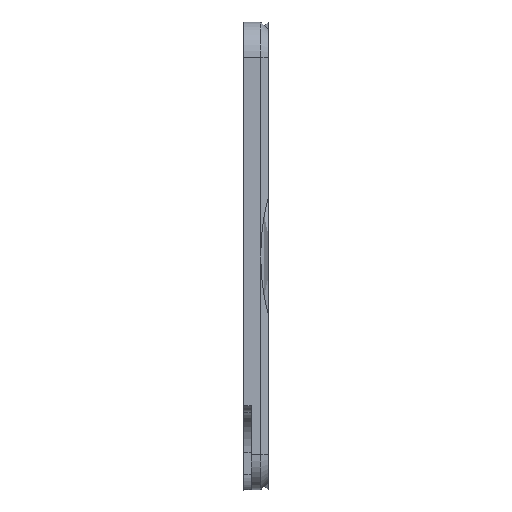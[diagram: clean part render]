
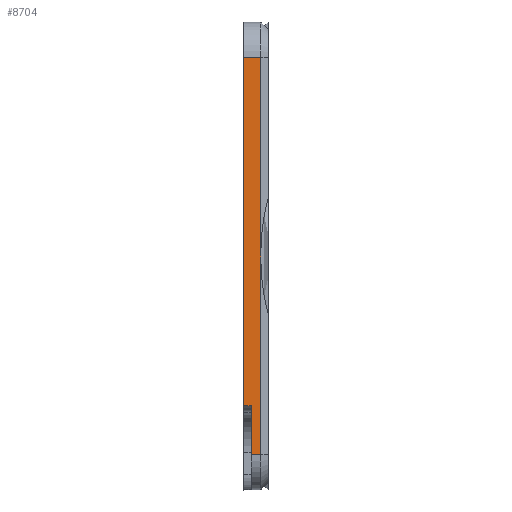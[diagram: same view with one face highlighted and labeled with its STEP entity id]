
A CAD part, front view. The second image highlights one B-rep face of the part: STEP entity #8704.
In plain terms, the highlighted planar face has unit normal (0, -1, 0).
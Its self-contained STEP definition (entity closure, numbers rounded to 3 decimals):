
#248=PLANE('',#9547);
#413=LINE('',#13322,#1127);
#663=LINE('',#14306,#1377);
#669=LINE('',#14322,#1383);
#675=LINE('',#14337,#1389);
#676=LINE('',#14339,#1390);
#677=LINE('',#14341,#1391);
#678=LINE('',#14342,#1392);
#1127=VECTOR('',#10329,10.);
#1377=VECTOR('',#11407,10.);
#1383=VECTOR('',#11425,10.);
#1389=VECTOR('',#11439,10.);
#1390=VECTOR('',#11440,10.);
#1391=VECTOR('',#11441,10.);
#1392=VECTOR('',#11442,10.);
#2163=FACE_OUTER_BOUND('',#2725,.T.);
#2725=EDGE_LOOP('',(#6781,#6782,#6783,#6784,#6785,#6786,#6787));
#3720=VERTEX_POINT('',#13319);
#3721=VERTEX_POINT('',#13321);
#4041=VERTEX_POINT('',#14304);
#4045=VERTEX_POINT('',#14320);
#4050=VERTEX_POINT('',#14336);
#4051=VERTEX_POINT('',#14338);
#4052=VERTEX_POINT('',#14340);
#4519=EDGE_CURVE('',#3720,#3721,#413,.T.);
#5014=EDGE_CURVE('',#3720,#4041,#663,.T.);
#5022=EDGE_CURVE('',#4041,#4045,#669,.T.);
#5029=EDGE_CURVE('',#4045,#4050,#675,.T.);
#5030=EDGE_CURVE('',#4051,#4050,#676,.T.);
#5031=EDGE_CURVE('',#4052,#4051,#677,.T.);
#5032=EDGE_CURVE('',#3721,#4052,#678,.T.);
#6781=ORIENTED_EDGE('',*,*,#5014,.T.);
#6782=ORIENTED_EDGE('',*,*,#5022,.T.);
#6783=ORIENTED_EDGE('',*,*,#5029,.T.);
#6784=ORIENTED_EDGE('',*,*,#5030,.F.);
#6785=ORIENTED_EDGE('',*,*,#5031,.F.);
#6786=ORIENTED_EDGE('',*,*,#5032,.F.);
#6787=ORIENTED_EDGE('',*,*,#4519,.F.);
#8704=ADVANCED_FACE('',(#2163),#248,.T.);
#9547=AXIS2_PLACEMENT_3D('',#14335,#11437,#11438);
#10329=DIRECTION('',(0.,0.,1.));
#11407=DIRECTION('',(1.,0.,0.));
#11425=DIRECTION('',(0.,0.,-1.));
#11437=DIRECTION('center_axis',(0.,-1.,0.));
#11438=DIRECTION('ref_axis',(0.,0.,
-1.));
#11439=DIRECTION('',(1.,0.,0.));
#11440=DIRECTION('',(0.,0.,-1.));
#11441=DIRECTION('',(0.,0.,-1.));
#11442=DIRECTION('',(1.,0.,0.));
#13319=CARTESIAN_POINT('',(330.8,77.,-108.275));
#13321=CARTESIAN_POINT('',(330.8,77.,-63.596));
#13322=CARTESIAN_POINT('',(330.8,77.,-76.346));
#14304=CARTESIAN_POINT('',(331.8,77.,-108.275));
#14306=CARTESIAN_POINT('',(330.8,77.,-108.275));
#14320=CARTESIAN_POINT('',(331.8,77.,-114.596));
#14322=CARTESIAN_POINT('',(331.8,77.,-88.641));
#14335=CARTESIAN_POINT('Origin',(332.,77.,-63.596));
#14336=CARTESIAN_POINT('',(333.,77.,-114.596));
#14337=CARTESIAN_POINT('',(332.,77.,-114.596));
#14338=CARTESIAN_POINT('',(333.,77.,-89.096));
#14339=CARTESIAN_POINT('',(333.,77.,-77.874));
#14340=CARTESIAN_POINT('',(333.,77.,-63.596));
#14341=CARTESIAN_POINT('',(333.,77.,-77.874));
#14342=CARTESIAN_POINT('',(332.,77.,-63.596));
